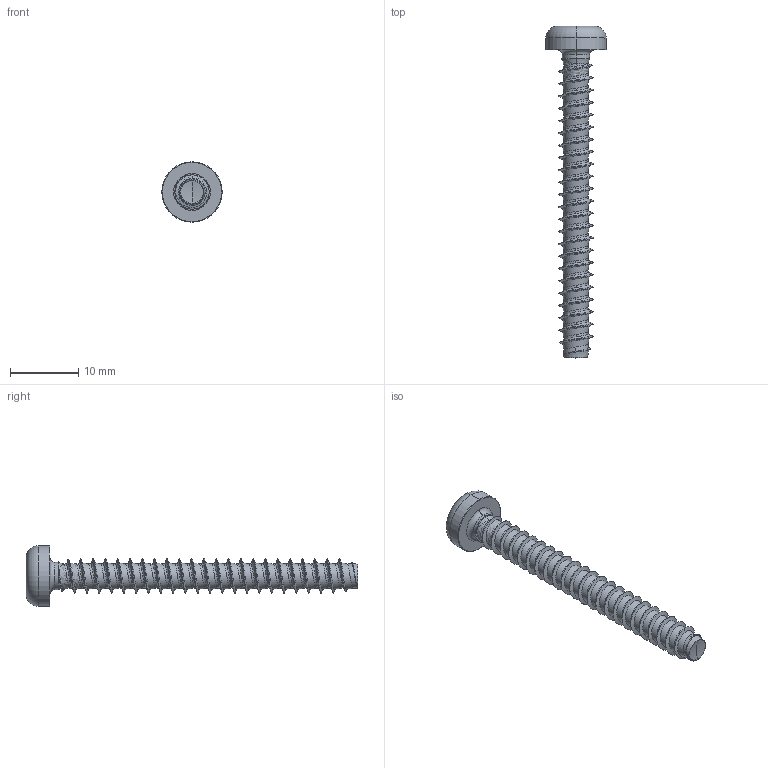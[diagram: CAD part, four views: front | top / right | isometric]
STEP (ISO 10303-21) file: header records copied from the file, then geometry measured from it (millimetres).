
FILE_DESCRIPTION (( 'STEP AP203' ), '1' );
FILE_NAME ('STP420500450.STEP', '2017-08-16T15:16:29', ( '' ), ( '' ), 'SwSTEP 2.0', 'SolidWorks 2015', '' );
FILE_SCHEMA (( 'CONFIG_CONTROL_DESIGN' ));
Products named in the file (1): STP420500450
Bounding box: 8.8 x 48.49 x 8.8 mm (x, y, z)
Volume: 695.7 mm3; surface area: 1062.9 mm2
Topology: 1 solids, 1 shells, 138 faces, 352 edges, 218 vertices
Faces by surface type: cylinder 75, bspline 35, cone 11, torus 10, sphere 4, plane 3
Entity records: 37314 total; most frequent: CARTESIAN_POINT 34410, ORIENTED_EDGE 704, DIRECTION 446, EDGE_CURVE 352, VERTEX_POINT 218, AXIS2_PLACEMENT_3D 178, EDGE_LOOP 140, B_SPLINE_CURVE_WITH_KNOTS 140
